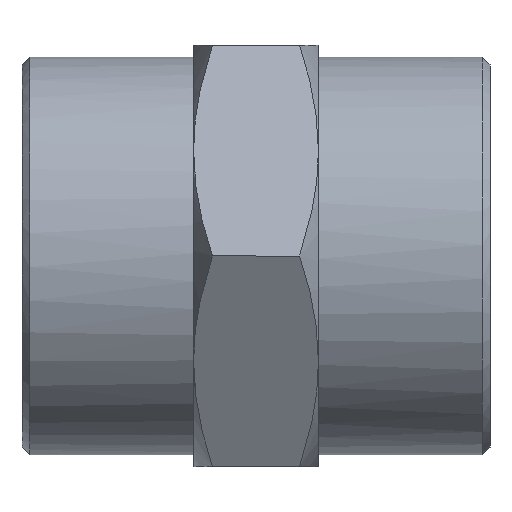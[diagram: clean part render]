
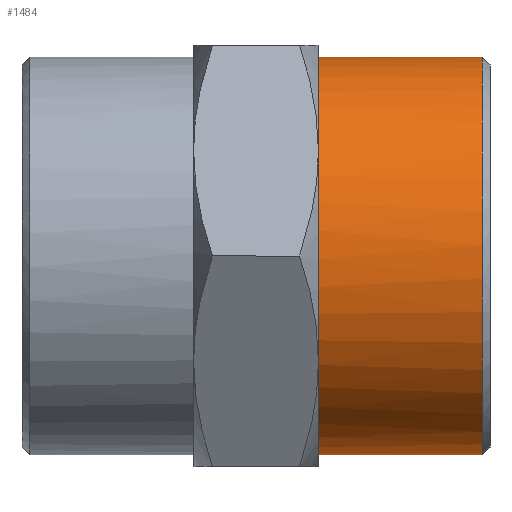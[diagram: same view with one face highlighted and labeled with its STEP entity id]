
A CAD part, left-side view. The second image highlights one B-rep face of the part: STEP entity #1484.
In plain terms, the highlighted free-form (B-spline) face has degree [1, 3] with [2, 4] control points.
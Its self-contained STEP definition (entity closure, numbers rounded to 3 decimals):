
#10 = CARTESIAN_POINT ( 'NONE',  ( -9.608, 11., -8.424 ) ) ;
#16 = CARTESIAN_POINT ( 'NONE',  ( -11.459, 11., -5.653 ) ) ;
#22 = CARTESIAN_POINT ( 'NONE',  ( 0., 11., 12.75 ) ) ;
#25 = CARTESIAN_POINT ( 'NONE',  ( 0., 11., 12.75 ) ) ;
#51 =( BOUNDED_SURFACE ( )  B_SPLINE_SURFACE ( 1, 3, ( 
 ( #25, #1128, #183, #1608 ),
 ( #670, #1872, #1960, #1669 ) ),
 .UNSPECIFIED., .F., .F., .T. ) 
 B_SPLINE_SURFACE_WITH_KNOTS ( ( 2, 2 ),
 ( 4, 4 ),
 ( 0., 1. ),
 ( 0., 1. ),
 .UNSPECIFIED. ) 
 GEOMETRIC_REPRESENTATION_ITEM ( )  RATIONAL_B_SPLINE_SURFACE ( (
 ( 1., 0.333, 0.333, 1.),
 ( 1., 0.333, 0.333, 1.) ) ) 
 REPRESENTATION_ITEM ( '' )  SURFACE ( )  );
#64 = VERTEX_POINT ( 'NONE', #721 ) ;
#107 = B_SPLINE_CURVE_WITH_KNOTS ( 'NONE', 1,
 ( #110, #1680 ),
 .UNSPECIFIED., .F., .F.,
 ( 2, 2 ),
 ( -1., 0. ),
 .UNSPECIFIED. ) ;
#110 = CARTESIAN_POINT ( 'NONE',  ( 0., 11., -12.75 ) ) ;
#154 = CARTESIAN_POINT ( 'NONE',  ( -12.1, 11., -4.106 ) ) ;
#163 = CARTESIAN_POINT ( 'NONE',  ( -12.668, 11., 1.666 ) ) ;
#172 =( BOUNDED_CURVE ( )  B_SPLINE_CURVE ( 3, ( #637, #1594, #319, #1587 ),
 .UNSPECIFIED., .F., .F. ) 
 B_SPLINE_CURVE_WITH_KNOTS ( ( 4, 4 ),
 ( -3.142, 0. ),
 .UNSPECIFIED. ) 
 CURVE ( )  GEOMETRIC_REPRESENTATION_ITEM ( )  RATIONAL_B_SPLINE_CURVE ( ( 1., 0.333, 0.333, 1. ) ) 
 REPRESENTATION_ITEM ( '' )  );
#177 = EDGE_LOOP ( 'NONE', ( #875, #1370, #1665, #778 ) ) ;
#183 = CARTESIAN_POINT ( 'NONE',  ( -25.5, 11., -12.75 ) ) ;
#208 = VERTEX_POINT ( 'NONE', #1056 ) ;
#297 = CARTESIAN_POINT ( 'NONE',  ( -4.106, 11., -12.1 ) ) ;
#310 = CARTESIAN_POINT ( 'NONE',  ( -11.459, 11., 5.653 ) ) ;
#319 = CARTESIAN_POINT ( 'NONE',  ( -25.5, 0.5, 12.75 ) ) ;
#322 = CARTESIAN_POINT ( 'NONE',  ( -12.668, 11., -1.666 ) ) ;
#325 = FACE_OUTER_BOUND ( 'NONE', #177, .T. ) ;
#330 = CARTESIAN_POINT ( 'NONE',  ( -10.136, 11., 7.78 ) ) ;
#355 = VERTEX_POINT ( 'NONE', #1791 ) ;
#496 = CARTESIAN_POINT ( 'NONE',  ( -11.066, 11., -6.387 ) ) ;
#500 = CARTESIAN_POINT ( 'NONE',  ( -12.75, 11., -0.837 ) ) ;
#611 = VERTEX_POINT ( 'NONE', #1462 ) ;
#627 = CARTESIAN_POINT ( 'NONE',  ( -4.106, 11., 12.1 ) ) ;
#637 = CARTESIAN_POINT ( 'NONE',  ( 0., 0.5, -12.75 ) ) ;
#643 = CARTESIAN_POINT ( 'NONE',  ( -10.136, 11., -7.78 ) ) ;
#670 = CARTESIAN_POINT ( 'NONE',  ( 0., 0.5, 12.75 ) ) ;
#721 = CARTESIAN_POINT ( 'NONE',  ( 0., 0.5, -12.75 ) ) ;
#739 = B_SPLINE_CURVE_WITH_KNOTS ( 'NONE', 1,
 ( #993, #22 ),
 .UNSPECIFIED., .F., .F.,
 ( 2, 2 ),
 ( -1., 0. ),
 .UNSPECIFIED. ) ;
#755 = CARTESIAN_POINT ( 'NONE',  ( -6.387, 11., -11.066 ) ) ;
#778 = ORIENTED_EDGE ( 'NONE', *, *, #1570, .T. ) ;
#789 = CARTESIAN_POINT ( 'NONE',  ( -11.066, 11., 6.387 ) ) ;
#799 = CARTESIAN_POINT ( 'NONE',  ( -0.837, 11., 12.75 ) ) ;
#806 = CARTESIAN_POINT ( 'NONE',  ( -6.387, 11., 11.066 ) ) ;
#875 = ORIENTED_EDGE ( 'NONE', *, *, #1339, .F. ) ;
#950 = CARTESIAN_POINT ( 'NONE',  ( -8.424, 11., 9.608 ) ) ;
#993 = CARTESIAN_POINT ( 'NONE',  ( 0., 0.5, 12.75 ) ) ;
#1056 = CARTESIAN_POINT ( 'NONE',  ( 0., 11., -12.75 ) ) ;
#1108 = CARTESIAN_POINT ( 'NONE',  ( -12.75, 11., 0.837 ) ) ;
#1128 = CARTESIAN_POINT ( 'NONE',  ( -25.5, 11., 12.75 ) ) ;
#1226 = CARTESIAN_POINT ( 'NONE',  ( -8.424, 11., -9.608 ) ) ;
#1240 = CARTESIAN_POINT ( 'NONE',  ( -0.837, 11., -12.75 ) ) ;
#1256 = CARTESIAN_POINT ( 'NONE',  ( -12.342, 11., -3.308 ) ) ;
#1275 = CARTESIAN_POINT ( 'NONE',  ( -7.78, 11., 10.136 ) ) ;
#1282 = CARTESIAN_POINT ( 'NONE',  ( 0., 11., 12.75 ) ) ;
#1339 = EDGE_CURVE ( 'NONE', #208, #611, #1689, .T. ) ;
#1370 = ORIENTED_EDGE ( 'NONE', *, *, #1862, .T. ) ;
#1380 = CARTESIAN_POINT ( 'NONE',  ( -1.666, 11., -12.668 ) ) ;
#1399 = CARTESIAN_POINT ( 'NONE',  ( -3.308, 11., -12.342 ) ) ;
#1438 = CARTESIAN_POINT ( 'NONE',  ( -12.342, 11., 3.308 ) ) ;
#1462 = CARTESIAN_POINT ( 'NONE',  ( 0., 11., 12.75 ) ) ;
#1484 = ADVANCED_FACE ( 'NONE', ( #325 ), #51, .F. ) ;
#1570 = EDGE_CURVE ( 'NONE', #355, #611, #739, .T. ) ;
#1587 = CARTESIAN_POINT ( 'NONE',  ( 0., 0.5, 12.75 ) ) ;
#1594 = CARTESIAN_POINT ( 'NONE',  ( -25.5, 0.5, -12.75 ) ) ;
#1608 = CARTESIAN_POINT ( 'NONE',  ( 0., 11., -12.75 ) ) ;
#1665 = ORIENTED_EDGE ( 'NONE', *, *, #1976, .T. ) ;
#1669 = CARTESIAN_POINT ( 'NONE',  ( 0., 0.5, -12.75 ) ) ;
#1680 = CARTESIAN_POINT ( 'NONE',  ( 0., 0.5, -12.75 ) ) ;
#1689 = B_SPLINE_CURVE_WITH_KNOTS ( 'NONE', 3,
 ( #2009, #1240, #1380, #1399, #297, #1703, #755, #1856, #1226, #10, #643, #496, #16, #154, #1256, #322, #500, #1108, #163, #1438, #1758, #310, #789, #330, #1737, #950, #1275, #806, #1905, #627, #1744, #1900, #799, #1282 ),
 .UNSPECIFIED., .F., .F.,
 ( 4, 2, 2, 2, 2, 2, 2, 2, 2, 2, 2, 2, 2, 2, 2, 2, 4 ),
 ( 0., 0.196, 0.393, 0.589, 0.785, 0.982, 1.178, 1.374, 1.571, 1.767, 1.963, 2.16, 2.356, 2.553, 2.749, 2.945, 3.142 ),
 .UNSPECIFIED. ) ;
#1703 = CARTESIAN_POINT ( 'NONE',  ( -5.653, 11., -11.459 ) ) ;
#1737 = CARTESIAN_POINT ( 'NONE',  ( -9.608, 11., 8.424 ) ) ;
#1744 = CARTESIAN_POINT ( 'NONE',  ( -3.308, 11., 12.342 ) ) ;
#1758 = CARTESIAN_POINT ( 'NONE',  ( -12.1, 11., 4.106 ) ) ;
#1791 = CARTESIAN_POINT ( 'NONE',  ( 0., 0.5, 12.75 ) ) ;
#1856 = CARTESIAN_POINT ( 'NONE',  ( -7.78, 11., -10.136 ) ) ;
#1862 = EDGE_CURVE ( 'NONE', #208, #64, #107, .T. ) ;
#1872 = CARTESIAN_POINT ( 'NONE',  ( -25.5, 0.5, 12.75 ) ) ;
#1900 = CARTESIAN_POINT ( 'NONE',  ( -1.666, 11., 12.668 ) ) ;
#1905 = CARTESIAN_POINT ( 'NONE',  ( -5.653, 11., 11.459 ) ) ;
#1960 = CARTESIAN_POINT ( 'NONE',  ( -25.5, 0.5, -12.75 ) ) ;
#1976 = EDGE_CURVE ( 'NONE', #64, #355, #172, .T. ) ;
#2009 = CARTESIAN_POINT ( 'NONE',  ( 0., 11., -12.75 ) ) ;
